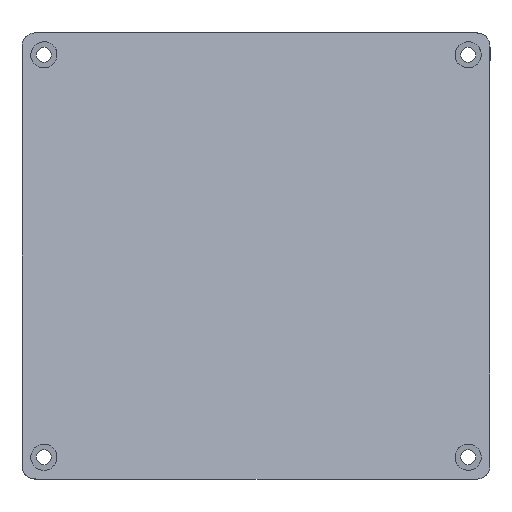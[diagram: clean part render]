
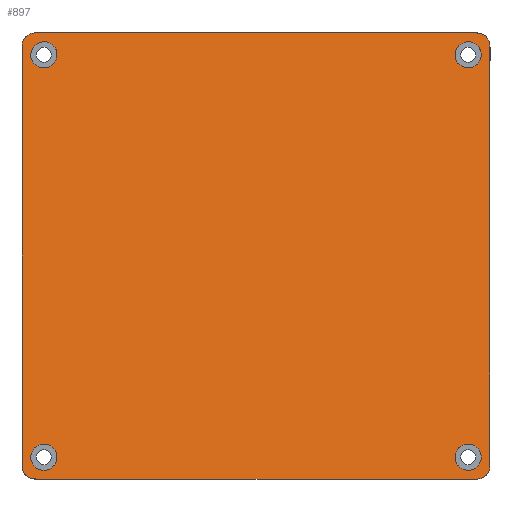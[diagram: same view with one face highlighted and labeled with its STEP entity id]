
A CAD part, left-side view. The second image highlights one B-rep face of the part: STEP entity #897.
In plain terms, the highlighted planar face has unit normal (-0.985, 0, 0.174).
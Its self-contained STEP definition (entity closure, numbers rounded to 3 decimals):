
#19=ELLIPSE('',#987,3.046,3.);
#20=ELLIPSE('',#988,3.046,3.);
#21=ELLIPSE('',#989,3.046,3.);
#22=ELLIPSE('',#990,3.046,3.);
#23=B_SPLINE_CURVE_WITH_KNOTS('',3,(#1393,#1394,#1395,#1396,#1397,#1398,
#1399,#1400,#1401,#1402,#1403,#1404),.UNSPECIFIED.,.F.,.F.,(4,2,2,2,2,4),
(0.,0.112,0.21,0.294,0.377,
0.472),.UNSPECIFIED.);
#25=B_SPLINE_CURVE_WITH_KNOTS('',3,(#1435,#1436,#1437,#1438,#1439,#1440,
#1441,#1442,#1443,#1444,#1445,#1446),.UNSPECIFIED.,.F.,.F.,(4,2,2,2,2,4),
(0.,0.127,0.237,0.354,0.448,
0.561),.UNSPECIFIED.);
#26=B_SPLINE_CURVE_WITH_KNOTS('',3,(#1450,#1451,#1452,#1453,#1454,#1455,
#1456,#1457,#1458,#1459,#1460,#1461),.UNSPECIFIED.,.F.,.F.,(4,2,2,2,2,4),
(0.,0.123,0.228,0.342,0.44,
0.557),.UNSPECIFIED.);
#27=B_SPLINE_CURVE_WITH_KNOTS('',3,(#1464,#1465,#1466,#1467,#1468,#1469,
#1470,#1471,#1472,#1473,#1474,#1475),.UNSPECIFIED.,.F.,.F.,(4,2,2,2,2,4),
(0.,0.127,0.237,0.354,0.448,
0.562),.UNSPECIFIED.);
#47=LINE('',#1425,#117);
#51=LINE('',#1433,#121);
#52=LINE('',#1448,#122);
#53=LINE('',#1463,#123);
#117=VECTOR('',#1121,10.);
#121=VECTOR('',#1127,10.);
#122=VECTOR('',#1128,10.);
#123=VECTOR('',#1129,10.);
#210=FACE_BOUND('',#299,.T.);
#211=FACE_BOUND('',#300,.T.);
#212=FACE_BOUND('',#301,.T.);
#213=FACE_BOUND('',#302,.T.);
#234=FACE_OUTER_BOUND('',#298,.T.);
#298=EDGE_LOOP('',(#642,#643,#644,#645,#646,#647,#648,#649));
#299=EDGE_LOOP('',(#650));
#300=EDGE_LOOP('',(#651));
#301=EDGE_LOOP('',(#652));
#302=EDGE_LOOP('',(#653));
#412=VERTEX_POINT('',#1391);
#413=VERTEX_POINT('',#1392);
#415=VERTEX_POINT('',#1424);
#418=VERTEX_POINT('',#1432);
#419=VERTEX_POINT('',#1434);
#420=VERTEX_POINT('',#1447);
#421=VERTEX_POINT('',#1449);
#422=VERTEX_POINT('',#1462);
#423=VERTEX_POINT('',#1476);
#424=VERTEX_POINT('',#1478);
#425=VERTEX_POINT('',#1480);
#426=VERTEX_POINT('',#1482);
#498=EDGE_CURVE('',#412,#413,#23,.T.);
#501=EDGE_CURVE('',#412,#415,#47,.T.);
#505=EDGE_CURVE('',#413,#418,#51,.T.);
#506=EDGE_CURVE('',#419,#418,#25,.T.);
#507=EDGE_CURVE('',#419,#420,#52,.T.);
#508=EDGE_CURVE('',#421,#420,#26,.T.);
#509=EDGE_CURVE('',#422,#421,#53,.T.);
#510=EDGE_CURVE('',#415,#422,#27,.T.);
#511=EDGE_CURVE('',#423,#423,#19,.T.);
#512=EDGE_CURVE('',#424,#424,#20,.T.);
#513=EDGE_CURVE('',#425,#425,#21,.T.);
#514=EDGE_CURVE('',#426,#426,#22,.T.);
#642=ORIENTED_EDGE('',*,*,#498,.T.);
#643=ORIENTED_EDGE('',*,*,#505,.T.);
#644=ORIENTED_EDGE('',*,*,#506,.F.);
#645=ORIENTED_EDGE('',*,*,#507,.T.);
#646=ORIENTED_EDGE('',*,*,#508,.F.);
#647=ORIENTED_EDGE('',*,*,#509,.F.);
#648=ORIENTED_EDGE('',*,*,#510,.F.);
#649=ORIENTED_EDGE('',*,*,#501,.F.);
#650=ORIENTED_EDGE('',*,*,#511,.T.);
#651=ORIENTED_EDGE('',*,*,#512,.T.);
#652=ORIENTED_EDGE('',*,*,#513,.T.);
#653=ORIENTED_EDGE('',*,*,#514,.T.);
#867=PLANE('',#986);
#897=ADVANCED_FACE('',(#234,#210,#211,#212,#213),#867,.T.);
#986=AXIS2_PLACEMENT_3D('',#1431,#1125,#1126);
#987=AXIS2_PLACEMENT_3D('',#1477,#1130,#1131);
#988=AXIS2_PLACEMENT_3D('',#1479,#1132,#1133);
#989=AXIS2_PLACEMENT_3D('',#1481,#1134,#1135);
#990=AXIS2_PLACEMENT_3D('',#1483,#1136,#1137);
#1121=DIRECTION('',(-0.174,0.,-0.985));
#1125=DIRECTION('center_axis',(-0.985,0.,0.174));
#1126=DIRECTION('ref_axis',(-0.174,0.,-0.985));
#1127=DIRECTION('',(0.,1.,0.));
#1128=DIRECTION('',(-0.174,0.,-0.985));
#1129=DIRECTION('',(0.,1.,0.));
#1130=DIRECTION('center_axis',(0.985,0.,-0.174));
#1131=DIRECTION('ref_axis',(-0.174,0.,-0.985));
#1132=DIRECTION('center_axis',(0.985,0.,-0.174));
#1133=DIRECTION('ref_axis',(-0.174,0.,-0.985));
#1134=DIRECTION('center_axis',(0.985,0.,-0.174));
#1135=DIRECTION('ref_axis',(-0.174,0.,-0.985));
#1136=DIRECTION('center_axis',(0.985,0.,-0.174));
#1137=DIRECTION('ref_axis',(-0.174,0.,-0.985));
#1391=CARTESIAN_POINT('',(57.01,-60.139,99.473));
#1392=CARTESIAN_POINT('',(57.589,-56.739,102.757));
#1393=CARTESIAN_POINT('Ctrl Pts',(57.01,-60.139,99.473));
#1394=CARTESIAN_POINT('Ctrl Pts',(57.075,-60.138,99.841));
#1395=CARTESIAN_POINT('Ctrl Pts',(57.145,-60.126,100.236));
#1396=CARTESIAN_POINT('Ctrl Pts',(57.283,-59.889,101.024));
#1397=CARTESIAN_POINT('Ctrl Pts',(57.342,-59.708,101.357));
#1398=CARTESIAN_POINT('Ctrl Pts',(57.443,-59.231,101.93));
#1399=CARTESIAN_POINT('Ctrl Pts',(57.489,-58.943,102.187));
#1400=CARTESIAN_POINT('Ctrl Pts',(57.557,-58.249,102.575));
#1401=CARTESIAN_POINT('Ctrl Pts',(57.573,-57.922,102.663));
#1402=CARTESIAN_POINT('Ctrl Pts',(57.589,-57.329,102.757));
#1403=CARTESIAN_POINT('Ctrl Pts',(57.589,-57.029,102.757));
#1404=CARTESIAN_POINT('Ctrl Pts',(57.589,-56.739,102.757));
#1424=CARTESIAN_POINT('',(40.203,-60.139,4.157));
#1425=CARTESIAN_POINT('',(57.589,-60.139,102.757));
#1431=CARTESIAN_POINT('Origin',(57.589,0.,102.757));
#1432=CARTESIAN_POINT('',(57.589,43.461,102.757));
#1433=CARTESIAN_POINT('',(57.589,-60.139,102.757));
#1434=CARTESIAN_POINT('',(56.99,46.861,99.357));
#1435=CARTESIAN_POINT('Ctrl Pts',(56.99,46.861,99.357));
#1436=CARTESIAN_POINT('Ctrl Pts',(57.063,46.861,99.774));
#1437=CARTESIAN_POINT('Ctrl Pts',(57.142,46.861,100.221));
#1438=CARTESIAN_POINT('Ctrl Pts',(57.299,46.577,101.112));
#1439=CARTESIAN_POINT('Ctrl Pts',(57.357,46.367,101.439));
#1440=CARTESIAN_POINT('Ctrl Pts',(57.449,45.918,101.966));
#1441=CARTESIAN_POINT('Ctrl Pts',(57.498,45.603,102.24));
#1442=CARTESIAN_POINT('Ctrl Pts',(57.561,44.897,102.597));
#1443=CARTESIAN_POINT('Ctrl Pts',(57.574,44.602,102.672));
#1444=CARTESIAN_POINT('Ctrl Pts',(57.589,44.038,102.757));
#1445=CARTESIAN_POINT('Ctrl Pts',(57.589,43.745,102.757));
#1446=CARTESIAN_POINT('Ctrl Pts',(57.589,43.461,102.757));
#1447=CARTESIAN_POINT('',(40.203,46.861,4.157));
#1448=CARTESIAN_POINT('',(44.1,46.861,26.257));
#1449=CARTESIAN_POINT('',(39.604,43.461,0.757));
#1450=CARTESIAN_POINT('Ctrl Pts',(39.604,43.461,0.757));
#1451=CARTESIAN_POINT('Ctrl Pts',(39.604,43.871,0.757));
#1452=CARTESIAN_POINT('Ctrl Pts',(39.604,44.309,0.757));
#1453=CARTESIAN_POINT('Ctrl Pts',(39.651,45.179,1.026));
#1454=CARTESIAN_POINT('Ctrl Pts',(39.686,45.5,1.224));
#1455=CARTESIAN_POINT('Ctrl Pts',(39.764,46.037,1.666));
#1456=CARTESIAN_POINT('Ctrl Pts',(39.818,46.312,1.975));
#1457=CARTESIAN_POINT('Ctrl Pts',(39.942,46.685,2.675));
#1458=CARTESIAN_POINT('Ctrl Pts',(39.996,46.767,2.98));
#1459=CARTESIAN_POINT('Ctrl Pts',(40.098,46.861,3.562));
#1460=CARTESIAN_POINT('Ctrl Pts',(40.152,46.861,3.865));
#1461=CARTESIAN_POINT('Ctrl Pts',(40.203,46.861,4.157));
#1462=CARTESIAN_POINT('',(39.604,-56.739,0.757));
#1463=CARTESIAN_POINT('',(39.604,0.,0.757));
#1464=CARTESIAN_POINT('Ctrl Pts',(40.203,-60.139,4.157));
#1465=CARTESIAN_POINT('Ctrl Pts',(40.13,-60.139,3.741));
#1466=CARTESIAN_POINT('Ctrl Pts',(40.051,-60.139,3.295));
#1467=CARTESIAN_POINT('Ctrl Pts',(39.894,-59.855,2.403));
#1468=CARTESIAN_POINT('Ctrl Pts',(39.836,-59.645,2.077));
#1469=CARTESIAN_POINT('Ctrl Pts',(39.743,-59.197,1.55));
#1470=CARTESIAN_POINT('Ctrl Pts',(39.695,-58.882,1.276));
#1471=CARTESIAN_POINT('Ctrl Pts',(39.632,-58.176,0.919));
#1472=CARTESIAN_POINT('Ctrl Pts',(39.619,-57.88,0.843));
#1473=CARTESIAN_POINT('Ctrl Pts',(39.604,-57.317,0.757));
#1474=CARTESIAN_POINT('Ctrl Pts',(39.604,-57.023,0.757));
#1475=CARTESIAN_POINT('Ctrl Pts',(39.604,-56.739,0.757));
#1476=CARTESIAN_POINT('',(40.485,38.861,5.757));
#1477=CARTESIAN_POINT('Origin',(40.485,41.861,5.757));
#1478=CARTESIAN_POINT('',(56.707,-58.139,97.757));
#1479=CARTESIAN_POINT('Origin',(56.707,-55.139,97.757));
#1480=CARTESIAN_POINT('',(56.707,38.861,97.757));
#1481=CARTESIAN_POINT('Origin',(56.707,41.861,97.757));
#1482=CARTESIAN_POINT('',(40.485,-58.139,5.757));
#1483=CARTESIAN_POINT('Origin',(40.485,-55.139,5.757));
